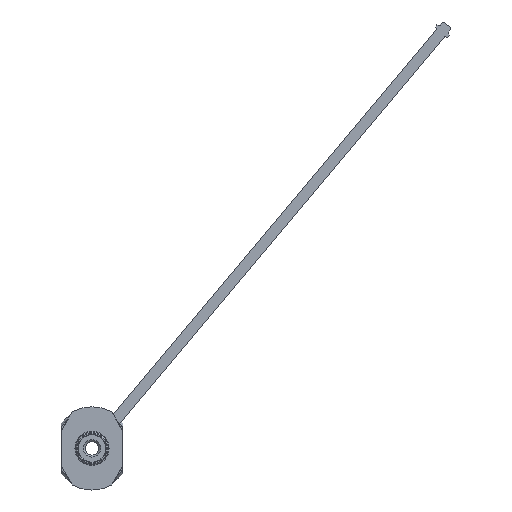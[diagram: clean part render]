
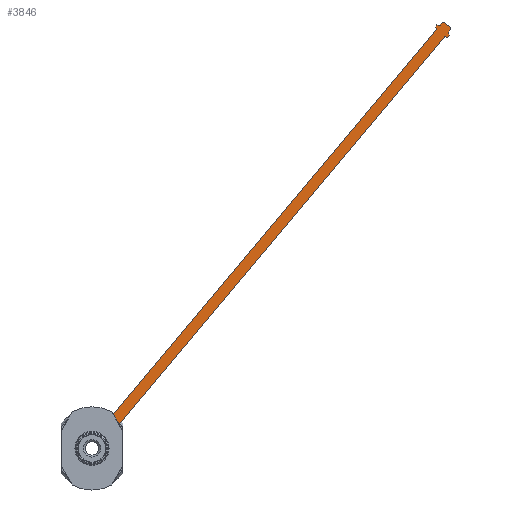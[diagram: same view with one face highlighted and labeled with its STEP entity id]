
A CAD part, front view. The second image highlights one B-rep face of the part: STEP entity #3846.
In plain terms, the highlighted planar face has unit normal (0, -1, 0).
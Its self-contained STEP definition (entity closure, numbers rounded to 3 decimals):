
#121=FACE_BOUND('',#1442,.T.);
#222=PLANE('',#4286);
#572=LINE('',#6466,#897);
#578=LINE('',#6479,#903);
#580=LINE('',#6483,#905);
#581=LINE('',#6488,#906);
#582=LINE('',#6492,#907);
#583=LINE('',#6496,#908);
#584=LINE('',#6498,#909);
#585=LINE('',#6502,#910);
#586=LINE('',#6506,#911);
#587=LINE('',#6510,#912);
#588=LINE('',#6514,#913);
#589=LINE('',#6516,#914);
#590=LINE('',#6520,#915);
#591=LINE('',#6524,#916);
#897=VECTOR('',#5276,1000.);
#903=VECTOR('',#5284,1000.);
#905=VECTOR('',#5290,1000.);
#906=VECTOR('',#5295,1000.);
#907=VECTOR('',#5298,1000.);
#908=VECTOR('',#5301,1000.);
#909=VECTOR('',#5302,1000.);
#910=VECTOR('',#5305,1000.);
#911=VECTOR('',#5308,1000.);
#912=VECTOR('',#5311,1000.);
#913=VECTOR('',#5314,1000.);
#914=VECTOR('',#5315,1000.);
#915=VECTOR('',#5318,1000.);
#916=VECTOR('',#5321,1000.);
#1173=FACE_OUTER_BOUND('',#1441,.T.);
#1441=EDGE_LOOP('',(#3369,#3370,#3371,#3372,#3373,#3374,#3375,#3376,#3377,
#3378,#3379,#3380,#3381,#3382,#3383,#3384,#3385,#3386,#3387,#3388,#3389,
#3390,#3391,#3392,#3393,#3394,#3395,#3396));
#1442=EDGE_LOOP('',(#3397));
#1650=CIRCLE('',#4276,3.1);
#1652=CIRCLE('',#4279,6.75);
#1654=CIRCLE('',#4282,6.75);
#1656=CIRCLE('',#4287,0.25);
#1657=CIRCLE('',#4288,0.25);
#1658=CIRCLE('',#4289,1.);
#1659=CIRCLE('',#4290,0.1);
#1660=CIRCLE('',#4291,0.1);
#1661=CIRCLE('',#4292,0.1);
#1662=CIRCLE('',#4293,0.3);
#1663=CIRCLE('',#4294,0.3);
#1664=CIRCLE('',#4295,0.1);
#1665=CIRCLE('',#4296,0.1);
#1666=CIRCLE('',#4297,0.1);
#1667=CIRCLE('',#4298,1.);
#1964=VERTEX_POINT('',#6440);
#1966=VERTEX_POINT('',#6446);
#1967=VERTEX_POINT('',#6447);
#1970=VERTEX_POINT('',#6455);
#1972=VERTEX_POINT('',#6458);
#1974=VERTEX_POINT('',#6464);
#1975=VERTEX_POINT('',#6465);
#1980=VERTEX_POINT('',#6476);
#1981=VERTEX_POINT('',#6478);
#1982=VERTEX_POINT('',#6485);
#1983=VERTEX_POINT('',#6487);
#1984=VERTEX_POINT('',#6489);
#1985=VERTEX_POINT('',#6491);
#1986=VERTEX_POINT('',#6493);
#1987=VERTEX_POINT('',#6495);
#1988=VERTEX_POINT('',#6497);
#1989=VERTEX_POINT('',#6499);
#1990=VERTEX_POINT('',#6501);
#1991=VERTEX_POINT('',#6503);
#1992=VERTEX_POINT('',#6505);
#1993=VERTEX_POINT('',#6507);
#1994=VERTEX_POINT('',#6509);
#1995=VERTEX_POINT('',#6511);
#1996=VERTEX_POINT('',#6513);
#1997=VERTEX_POINT('',#6515);
#1998=VERTEX_POINT('',#6517);
#1999=VERTEX_POINT('',#6519);
#2000=VERTEX_POINT('',#6521);
#2001=VERTEX_POINT('',#6523);
#2442=EDGE_CURVE('',#1964,#1964,#1650,.T.);
#2445=EDGE_CURVE('',#1966,#1967,#1652,.T.);
#2450=EDGE_CURVE('',#1970,#1972,#1654,.T.);
#2453=EDGE_CURVE('',#1974,#1975,#572,.T.);
#2459=EDGE_CURVE('',#1980,#1981,#578,.T.);
#2461=EDGE_CURVE('',#1966,#1975,#1656,.T.);
#2462=EDGE_CURVE('',#1981,#1974,#580,.T.);
#2463=EDGE_CURVE('',#1980,#1972,#1657,.T.);
#2464=EDGE_CURVE('',#1970,#1982,#1658,.T.);
#2465=EDGE_CURVE('',#1982,#1983,#581,.T.);
#2466=EDGE_CURVE('',#1983,#1984,#1659,.T.);
#2467=EDGE_CURVE('',#1984,#1985,#582,.T.);
#2468=EDGE_CURVE('',#1985,#1986,#1660,.T.);
#2469=EDGE_CURVE('',#1986,#1987,#583,.T.);
#2470=EDGE_CURVE('',#1987,#1988,#584,.T.);
#2471=EDGE_CURVE('',#1988,#1989,#1661,.T.);
#2472=EDGE_CURVE('',#1989,#1990,#585,.T.);
#2473=EDGE_CURVE('',#1990,#1991,#1662,.T.);
#2474=EDGE_CURVE('',#1991,#1992,#586,.T.);
#2475=EDGE_CURVE('',#1992,#1993,#1663,.T.);
#2476=EDGE_CURVE('',#1993,#1994,#587,.T.);
#2477=EDGE_CURVE('',#1994,#1995,#1664,.T.);
#2478=EDGE_CURVE('',#1995,#1996,#588,.T.);
#2479=EDGE_CURVE('',#1996,#1997,#589,.T.);
#2480=EDGE_CURVE('',#1997,#1998,#1665,.T.);
#2481=EDGE_CURVE('',#1998,#1999,#590,.T.);
#2482=EDGE_CURVE('',#1999,#2000,#1666,.T.);
#2483=EDGE_CURVE('',#2000,#2001,#591,.T.);
#2484=EDGE_CURVE('',#2001,#1967,#1667,.T.);
#3369=ORIENTED_EDGE('',*,*,#2445,.F.);
#3370=ORIENTED_EDGE('',*,*,#2461,.T.);
#3371=ORIENTED_EDGE('',*,*,#2453,.F.);
#3372=ORIENTED_EDGE('',*,*,#2462,.F.);
#3373=ORIENTED_EDGE('',*,*,#2459,.F.);
#3374=ORIENTED_EDGE('',*,*,#2463,.T.);
#3375=ORIENTED_EDGE('',*,*,#2450,.F.);
#3376=ORIENTED_EDGE('',*,*,#2464,.T.);
#3377=ORIENTED_EDGE('',*,*,#2465,.T.);
#3378=ORIENTED_EDGE('',*,*,#2466,.T.);
#3379=ORIENTED_EDGE('',*,*,#2467,.T.);
#3380=ORIENTED_EDGE('',*,*,#2468,.T.);
#3381=ORIENTED_EDGE('',*,*,#2469,.T.);
#3382=ORIENTED_EDGE('',*,*,#2470,.T.);
#3383=ORIENTED_EDGE('',*,*,#2471,.T.);
#3384=ORIENTED_EDGE('',*,*,#2472,.T.);
#3385=ORIENTED_EDGE('',*,*,#2473,.T.);
#3386=ORIENTED_EDGE('',*,*,#2474,.T.);
#3387=ORIENTED_EDGE('',*,*,#2475,.T.);
#3388=ORIENTED_EDGE('',*,*,#2476,.T.);
#3389=ORIENTED_EDGE('',*,*,#2477,.T.);
#3390=ORIENTED_EDGE('',*,*,#2478,.T.);
#3391=ORIENTED_EDGE('',*,*,#2479,.T.);
#3392=ORIENTED_EDGE('',*,*,#2480,.T.);
#3393=ORIENTED_EDGE('',*,*,#2481,.T.);
#3394=ORIENTED_EDGE('',*,*,#2482,.T.);
#3395=ORIENTED_EDGE('',*,*,#2483,.T.);
#3396=ORIENTED_EDGE('',*,*,#2484,.T.);
#3397=ORIENTED_EDGE('',*,*,#2442,.T.);
#3846=ADVANCED_FACE('',(#1173,#121),#222,.F.);
#4276=AXIS2_PLACEMENT_3D('',#6441,#5253,#5254);
#4279=AXIS2_PLACEMENT_3D('',#6448,#5260,#5261);
#4282=AXIS2_PLACEMENT_3D('',#6459,#5269,#5270);
#4286=AXIS2_PLACEMENT_3D('',#6481,#5286,#5287);
#4287=AXIS2_PLACEMENT_3D('',#6482,#5288,#5289);
#4288=AXIS2_PLACEMENT_3D('',#6484,#5291,#5292);
#4289=AXIS2_PLACEMENT_3D('',#6486,#5293,#5294);
#4290=AXIS2_PLACEMENT_3D('',#6490,#5296,#5297);
#4291=AXIS2_PLACEMENT_3D('',#6494,#5299,#5300);
#4292=AXIS2_PLACEMENT_3D('',#6500,#5303,#5304);
#4293=AXIS2_PLACEMENT_3D('',#6504,#5306,#5307);
#4294=AXIS2_PLACEMENT_3D('',#6508,#5309,#5310);
#4295=AXIS2_PLACEMENT_3D('',#6512,#5312,#5313);
#4296=AXIS2_PLACEMENT_3D('',#6518,#5316,#5317);
#4297=AXIS2_PLACEMENT_3D('',#6522,#5319,#5320);
#4298=AXIS2_PLACEMENT_3D('',#6525,#5322,#5323);
#5253=DIRECTION('center_axis',(0.,1.,0.));
#5254=DIRECTION('ref_axis',(0.,0.,1.));
#5260=DIRECTION('center_axis',(0.,1.,0.));
#5261=DIRECTION('ref_axis',(0.,0.,1.));
#5269=DIRECTION('center_axis',(0.,1.,0.));
#5270=DIRECTION('ref_axis',(0.,0.,1.));
#5276=DIRECTION('',(1.,0.,0.));
#5284=DIRECTION('',(-1.,0.,0.));
#5286=DIRECTION('center_axis',(0.,1.,0.));
#5287=DIRECTION('ref_axis',(0.,0.,1.));
#5288=DIRECTION('center_axis',(0.,1.,0.));
#5289=DIRECTION('ref_axis',(0.,0.,1.));
#5290=DIRECTION('',(0.,0.,1.));
#5291=DIRECTION('center_axis',(0.,1.,0.));
#5292=DIRECTION('ref_axis',(0.,0.,1.));
#5293=DIRECTION('center_axis',(0.,1.,0.));
#5294=DIRECTION('ref_axis',(0.,0.,1.));
#5295=DIRECTION('',(1.,0.,0.));
#5296=DIRECTION('center_axis',(0.,1.,0.));
#5297=DIRECTION('ref_axis',(0.,0.,1.));
#5298=DIRECTION('',(0.,0.,-1.));
#5299=DIRECTION('center_axis',(0.,-1.,0.));
#5300=DIRECTION('ref_axis',(0.,0.,1.));
#5301=DIRECTION('',(1.,0.,0.));
#5302=DIRECTION('',(0.588,0.,0.809));
#5303=DIRECTION('center_axis',(0.,1.,0.));
#5304=DIRECTION('ref_axis',(0.,0.,1.));
#5305=DIRECTION('',(1.,0.,0.));
#5306=DIRECTION('center_axis',(0.,-1.,0.));
#5307=DIRECTION('ref_axis',(0.,0.,1.));
#5308=DIRECTION('',(0.,0.,1.));
#5309=DIRECTION('center_axis',(0.,-1.,0.));
#5310=DIRECTION('ref_axis',(0.,0.,1.));
#5311=DIRECTION('',(-1.,0.,0.));
#5312=DIRECTION('center_axis',(0.,1.,0.));
#5313=DIRECTION('ref_axis',(0.,0.,1.));
#5314=DIRECTION('',(-0.588,0.,0.809));
#5315=DIRECTION('',(-1.,0.,0.));
#5316=DIRECTION('center_axis',(0.,-1.,0.));
#5317=DIRECTION('ref_axis',(0.,0.,1.));
#5318=DIRECTION('',(0.,0.,-1.));
#5319=DIRECTION('center_axis',(0.,1.,0.));
#5320=DIRECTION('ref_axis',(0.,0.,1.));
#5321=DIRECTION('',(-1.,0.,0.));
#5322=DIRECTION('center_axis',(0.,1.,0.));
#5323=DIRECTION('ref_axis',(0.,0.,1.));
#6440=CARTESIAN_POINT('',(0.,-0.174,-3.1));
#6441=CARTESIAN_POINT('Origin',(0.,-0.174,0.));
#6446=CARTESIAN_POINT('',(-6.483,-0.174,1.88));
#6447=CARTESIAN_POINT('',(6.459,-0.174,1.96));
#6448=CARTESIAN_POINT('Origin',(0.,-0.174,0.));
#6455=CARTESIAN_POINT('',(6.459,-0.174,-1.96));
#6458=CARTESIAN_POINT('',(-6.483,-0.174,-1.88));
#6459=CARTESIAN_POINT('Origin',(0.,-0.174,0.));
#6464=CARTESIAN_POINT('',(-6.8,-0.174,1.7));
#6465=CARTESIAN_POINT('',(-6.723,-0.174,1.7));
#6466=CARTESIAN_POINT('',(-6.8,-0.174,1.7));
#6476=CARTESIAN_POINT('',(-6.723,-0.174,-1.7));
#6478=CARTESIAN_POINT('',(-6.8,-0.174,-1.7));
#6479=CARTESIAN_POINT('',(-6.532,-0.174,-1.7));
#6481=CARTESIAN_POINT('Origin',(0.,-0.174,0.));
#6482=CARTESIAN_POINT('Origin',(-6.723,-0.174,1.95));
#6483=CARTESIAN_POINT('',(-6.8,-0.174,-1.7));
#6484=CARTESIAN_POINT('Origin',(-6.723,-0.174,-1.95));
#6485=CARTESIAN_POINT('',(7.416,-0.174,-1.25));
#6486=CARTESIAN_POINT('Origin',(7.416,-0.174,-2.25));
#6487=CARTESIAN_POINT('',(122.7,-0.174,-1.25));
#6488=CARTESIAN_POINT('',(7.5,-0.174,-1.25));
#6489=CARTESIAN_POINT('',(122.8,-0.174,-1.35));
#6490=CARTESIAN_POINT('Origin',(122.7,-0.174,-1.35));
#6491=CARTESIAN_POINT('',(122.8,-0.174,-1.7));
#6492=CARTESIAN_POINT('',(122.8,-0.174,-1.7));
#6493=CARTESIAN_POINT('',(122.9,-0.174,-1.8));
#6494=CARTESIAN_POINT('Origin',(122.9,-0.174,-1.7));
#6495=CARTESIAN_POINT('',(123.5,-0.174,-1.8));
#6496=CARTESIAN_POINT('',(123.5,-0.174,-1.8));
#6497=CARTESIAN_POINT('',(123.87,-0.174,-1.291));
#6498=CARTESIAN_POINT('',(123.87,-0.174,-1.291));
#6499=CARTESIAN_POINT('',(123.951,-0.174,-1.25));
#6500=CARTESIAN_POINT('Origin',(123.951,-0.174,-1.35));
#6501=CARTESIAN_POINT('',(124.7,-0.174,-1.25));
#6502=CARTESIAN_POINT('',(124.7,-0.174,-1.25));
#6503=CARTESIAN_POINT('',(125.,-0.174,-0.95));
#6504=CARTESIAN_POINT('Origin',(124.7,-0.174,-0.95));
#6505=CARTESIAN_POINT('',(125.,-0.174,0.95));
#6506=CARTESIAN_POINT('',(125.,-0.174,0.95));
#6507=CARTESIAN_POINT('',(124.7,-0.174,1.25));
#6508=CARTESIAN_POINT('Origin',(124.7,-0.174,0.95));
#6509=CARTESIAN_POINT('',(123.951,-0.174,1.25));
#6510=CARTESIAN_POINT('',(123.951,-0.174,1.25));
#6511=CARTESIAN_POINT('',(123.87,-0.174,1.291));
#6512=CARTESIAN_POINT('Origin',(123.951,-0.174,1.35));
#6513=CARTESIAN_POINT('',(123.5,-0.174,1.8));
#6514=CARTESIAN_POINT('',(123.87,-0.174,1.291));
#6515=CARTESIAN_POINT('',(122.9,-0.174,1.8));
#6516=CARTESIAN_POINT('',(123.5,-0.174,1.8));
#6517=CARTESIAN_POINT('',(122.8,-0.174,1.7));
#6518=CARTESIAN_POINT('Origin',(122.9,-0.174,1.7));
#6519=CARTESIAN_POINT('',(122.8,-0.174,1.35));
#6520=CARTESIAN_POINT('',(122.8,-0.174,1.7));
#6521=CARTESIAN_POINT('',(122.7,-0.174,1.25));
#6522=CARTESIAN_POINT('Origin',(122.7,-0.174,1.35));
#6523=CARTESIAN_POINT('',(7.416,-0.174,1.25));
#6524=CARTESIAN_POINT('',(7.5,-0.174,1.25));
#6525=CARTESIAN_POINT('Origin',(7.416,-0.174,2.25));
